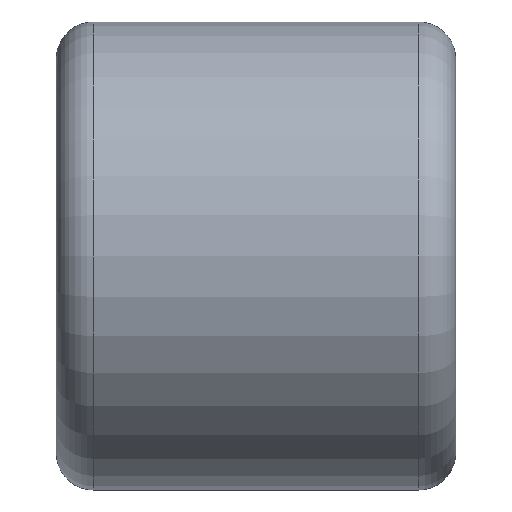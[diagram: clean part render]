
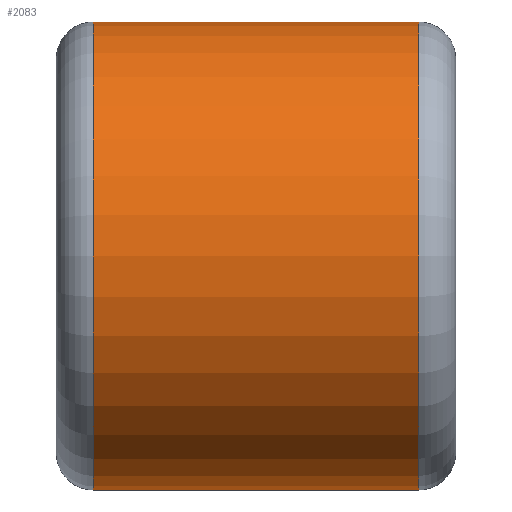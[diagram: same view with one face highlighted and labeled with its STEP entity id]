
A CAD part, front view. The second image highlights one B-rep face of the part: STEP entity #2083.
In plain terms, the highlighted cylindrical face has radius 41 mm (diameter 82 mm), a partial arc.
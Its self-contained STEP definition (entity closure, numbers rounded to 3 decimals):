
#48 = ORIENTED_EDGE ( 'NONE', *, *, #3436, .T. ) ;
#211 = CIRCLE ( 'NONE', #830, 41. ) ;
#264 = AXIS2_PLACEMENT_3D ( 'NONE', #1426, #293, #3570 ) ;
#293 = DIRECTION ( 'NONE',  ( -1., 0., 0. ) ) ;
#301 = VECTOR ( 'NONE', #4130, 1000. ) ;
#328 = AXIS2_PLACEMENT_3D ( 'NONE', #3026, #396, #2250 ) ;
#351 = VERTEX_POINT ( 'NONE', #2305 ) ;
#396 = DIRECTION ( 'NONE',  ( -1., 0., 0. ) ) ;
#425 = ORIENTED_EDGE ( 'NONE', *, *, #3993, .F. ) ;
#439 = ORIENTED_EDGE ( 'NONE', *, *, #898, .T. ) ;
#678 = CARTESIAN_POINT ( 'NONE',  ( -28.5, 0., 291.987 ) ) ;
#691 = VERTEX_POINT ( 'NONE', #2605 ) ;
#743 = CARTESIAN_POINT ( 'NONE',  ( -28.5, 0., 332.987 ) ) ;
#803 = CIRCLE ( 'NONE', #264, 41. ) ;
#830 = AXIS2_PLACEMENT_3D ( 'NONE', #678, #3541, #2129 ) ;
#898 = EDGE_CURVE ( 'NONE', #2414, #691, #211, .T. ) ;
#1011 = VERTEX_POINT ( 'NONE', #4504 ) ;
#1426 = CARTESIAN_POINT ( 'NONE',  ( 28.5, 0., 291.987 ) ) ;
#1774 = DIRECTION ( 'NONE',  ( -1., 0., 0. ) ) ;
#1973 = LINE ( 'NONE', #4490, #301 ) ;
#2083 = ADVANCED_FACE ( 'NONE', ( #3233 ), #4666, .T. ) ;
#2129 = DIRECTION ( 'NONE',  ( 0., 0., -1. ) ) ;
#2250 = DIRECTION ( 'NONE',  ( 0., 0., 1. ) ) ;
#2305 = CARTESIAN_POINT ( 'NONE',  ( 28.5, 0., 250.987 ) ) ;
#2414 = VERTEX_POINT ( 'NONE', #743 ) ;
#2605 = CARTESIAN_POINT ( 'NONE',  ( -28.5, 0., 250.987 ) ) ;
#2925 = ORIENTED_EDGE ( 'NONE', *, *, #3989, .T. ) ;
#3026 = CARTESIAN_POINT ( 'NONE',  ( -57.637, 0., 291.987 ) ) ;
#3233 = FACE_OUTER_BOUND ( 'NONE', #3552, .T. ) ;
#3242 = LINE ( 'NONE', #4672, #4180 ) ;
#3436 = EDGE_CURVE ( 'NONE', #1011, #2414, #1973, .T. ) ;
#3541 = DIRECTION ( 'NONE',  ( 1., 0., 0. ) ) ;
#3552 = EDGE_LOOP ( 'NONE', ( #425, #2925, #48, #439 ) ) ;
#3570 = DIRECTION ( 'NONE',  ( 0., 0., 1. ) ) ;
#3989 = EDGE_CURVE ( 'NONE', #351, #1011, #803, .T. ) ;
#3993 = EDGE_CURVE ( 'NONE', #351, #691, #3242, .T. ) ;
#4130 = DIRECTION ( 'NONE',  ( -1., 0., 0. ) ) ;
#4180 = VECTOR ( 'NONE', #1774, 1000. ) ;
#4490 = CARTESIAN_POINT ( 'NONE',  ( -57.637, 0., 332.987 ) ) ;
#4504 = CARTESIAN_POINT ( 'NONE',  ( 28.5, 0., 332.987 ) ) ;
#4666 = CYLINDRICAL_SURFACE ( 'NONE', #328, 41. ) ;
#4672 = CARTESIAN_POINT ( 'NONE',  ( -57.637, 0., 250.987 ) ) ;
